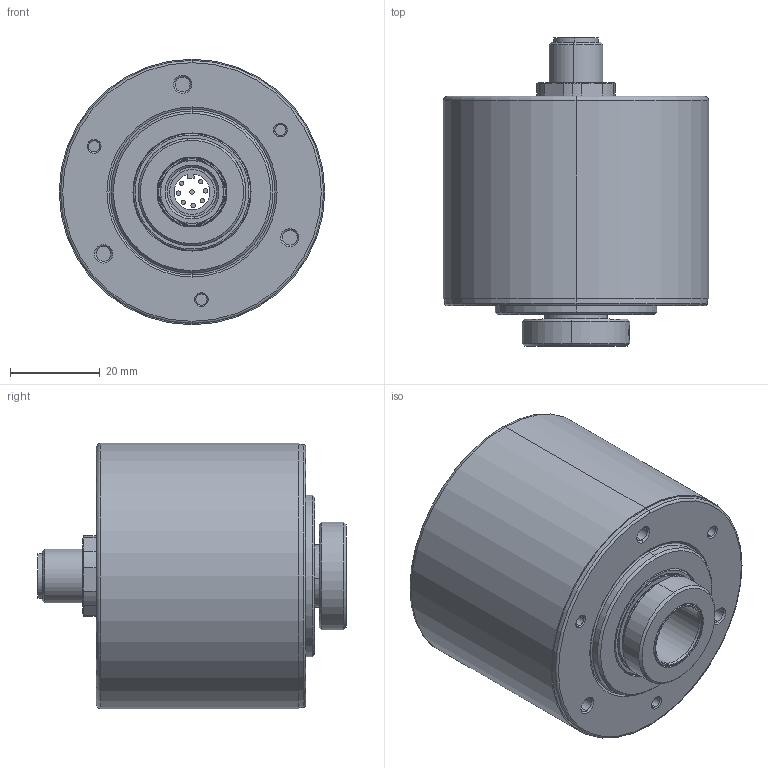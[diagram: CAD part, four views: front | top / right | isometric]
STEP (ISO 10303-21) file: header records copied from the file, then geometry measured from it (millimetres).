
FILE_DESCRIPTION (( 'STEP AP203' ), '1' );
FILE_NAME ('M163.STEP', '2021-10-22T06:20:26', ( '' ), ( '' ), 'SwSTEP 2.0', 'SolidWorks 2020', '' );
FILE_SCHEMA (( 'CONFIG_CONTROL_DESIGN' ));
Length unit declared in the file: millimetre
Products named in the file (1): M163
Bounding box: 59 x 68.5 x 59 mm (x, y, z)
Surface area: 17437.8 mm2 (no closed solid volume)
Topology: 0 solids, 18 shells, 140 faces, 355 edges, 237 vertices
Faces by surface type: cylinder 56, plane 40, cone 32, torus 12
Entity records: 4523 total; most frequent: CARTESIAN_POINT 1009, DIRECTION 796, ORIENTED_EDGE 601, EDGE_CURVE 355, AXIS2_PLACEMENT_3D 328, VERTEX_POINT 237, CIRCLE 187, EDGE_LOOP 162
